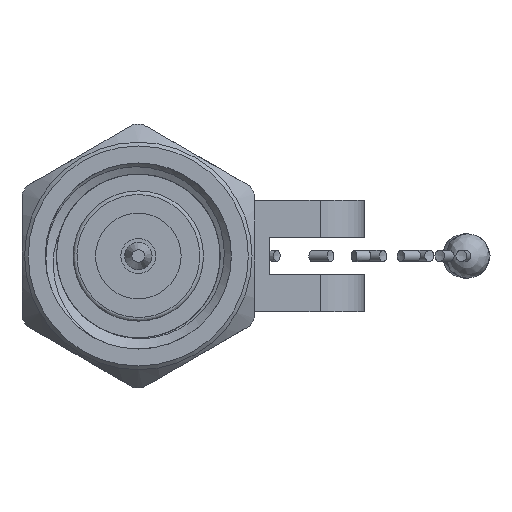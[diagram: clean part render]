
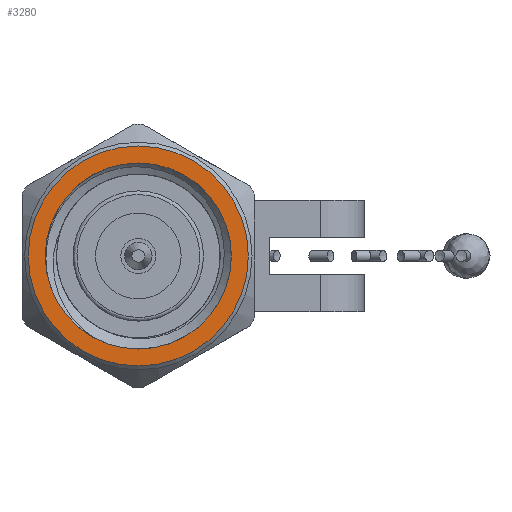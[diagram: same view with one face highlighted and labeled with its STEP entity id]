
A CAD part, left-side view. The second image highlights one B-rep face of the part: STEP entity #3280.
In plain terms, the highlighted planar face has unit normal (-1, 0, 0).
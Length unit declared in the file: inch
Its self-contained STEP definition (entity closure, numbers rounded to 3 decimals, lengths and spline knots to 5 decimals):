
#209 = CARTESIAN_POINT ( 'NONE',  ( 0., 0., 0. ) ) ;
#228 = VERTEX_POINT ( 'NONE', #243 ) ;
#243 = CARTESIAN_POINT ( 'NONE',  ( 0., 0., -0.14779 ) ) ;
#465 = AXIS2_PLACEMENT_3D ( 'NONE', #8569, #1773, #5787 ) ;
#1773 = DIRECTION ( 'NONE',  ( 1., 0., 0. ) ) ;
#2101 = EDGE_CURVE ( 'NONE', #228, #228, #7037, .T. ) ;
#2118 = DIRECTION ( 'NONE',  ( 0., 0., -1. ) ) ;
#2552 = EDGE_CURVE ( 'NONE', #5292, #5292, #6815, .T. ) ;
#3109 = EDGE_LOOP ( 'NONE', ( #6806 ) ) ;
#3280 = ADVANCED_FACE ( 'NONE', ( #4825, #5135 ), #6222, .F. ) ;
#3604 = EDGE_LOOP ( 'NONE', ( #4110 ) ) ;
#3900 = DIRECTION ( 'NONE',  ( 1., 0., 0. ) ) ;
#4110 = ORIENTED_EDGE ( 'NONE', *, *, #2552, .T. ) ;
#4825 = FACE_OUTER_BOUND ( 'NONE', #3109, .T. ) ;
#4834 = AXIS2_PLACEMENT_3D ( 'NONE', #5951, #3900, #7268 ) ;
#5135 = FACE_BOUND ( 'NONE', #3604, .T. ) ;
#5292 = VERTEX_POINT ( 'NONE', #6367 ) ;
#5787 = DIRECTION ( 'NONE',  ( 0., 0., -1. ) ) ;
#5951 = CARTESIAN_POINT ( 'NONE',  ( 0., 0., 0. ) ) ;
#6222 = PLANE ( 'NONE',  #7928 ) ;
#6367 = CARTESIAN_POINT ( 'NONE',  ( 0., 0., 0.125 ) ) ;
#6806 = ORIENTED_EDGE ( 'NONE', *, *, #2101, .F. ) ;
#6815 = CIRCLE ( 'NONE', #4834, 0.125 ) ;
#7037 = CIRCLE ( 'NONE', #465, 0.14779 ) ;
#7268 = DIRECTION ( 'NONE',  ( 0., 0., 1. ) ) ;
#7570 = DIRECTION ( 'NONE',  ( 1., 0., 0. ) ) ;
#7928 = AXIS2_PLACEMENT_3D ( 'NONE', #209, #7570, #2118 ) ;
#8569 = CARTESIAN_POINT ( 'NONE',  ( 0., 0., 0. ) ) ;
